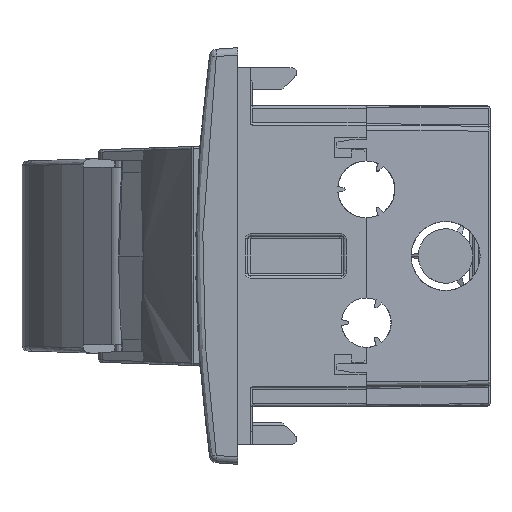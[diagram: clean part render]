
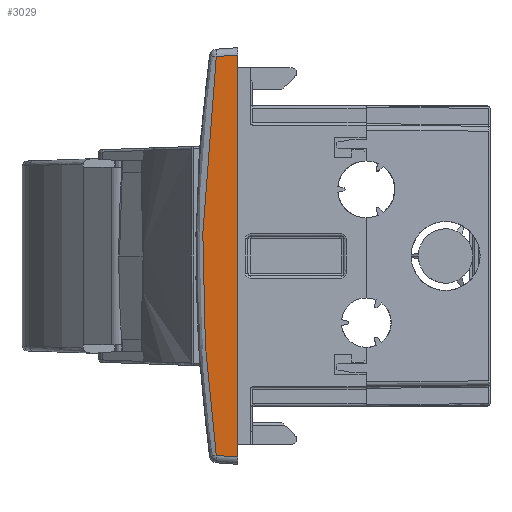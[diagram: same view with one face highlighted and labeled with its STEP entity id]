
A CAD part, left-side view. The second image highlights one B-rep face of the part: STEP entity #3029.
In plain terms, the highlighted planar face has unit normal (-0.998, 0.07, 0).
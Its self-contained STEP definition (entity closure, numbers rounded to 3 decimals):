
#3029=ADVANCED_FACE('',(#5356),#50107,.T.);
#5356=FACE_OUTER_BOUND('',#7687,.T.);
#7687=EDGE_LOOP('',(#10988,#10989,#10990,#10991));
#10988=ORIENTED_EDGE('',*,*,#22273,.F.);
#10989=ORIENTED_EDGE('',*,*,#22861,.T.);
#10990=ORIENTED_EDGE('',*,*,#22295,.T.);
#10991=ORIENTED_EDGE('',*,*,#22880,.T.);
#22273=EDGE_CURVE('',#40828,#40829,#37193,.T.);
#22295=EDGE_CURVE('',#40854,#40855,#37205,.T.);
#22861=EDGE_CURVE('',#40828,#40854,#37430,.T.);
#22880=EDGE_CURVE('',#40855,#40829,#37447,.T.);
#37193=(
BOUNDED_CURVE()
B_SPLINE_CURVE(3,(#63440,#63441,#63442,#63443,#63444,#63445,#63446),
 .UNSPECIFIED.,.F.,.F.)
B_SPLINE_CURVE_WITH_KNOTS((4,3,4),(-90.407,-54.954,
-9.),.UNSPECIFIED.)
CURVE()
GEOMETRIC_REPRESENTATION_ITEM()
RATIONAL_B_SPLINE_CURVE((1.,1.,1.,1.,1.,1.,1.))
REPRESENTATION_ITEM('')
);
#37205=(
BOUNDED_CURVE()
B_SPLINE_CURVE(3,(#63583,#63584,#63585,#63586),.UNSPECIFIED.,.F.,.F.)
B_SPLINE_CURVE_WITH_KNOTS((4,4),(94.771,95.044),
 .UNSPECIFIED.)
CURVE()
GEOMETRIC_REPRESENTATION_ITEM()
RATIONAL_B_SPLINE_CURVE((1.,0.994,0.994,1.))
REPRESENTATION_ITEM('')
);
#37430=(
BOUNDED_CURVE()
B_SPLINE_CURVE(1,(#66256,#66257),.UNSPECIFIED.,.F.,.F.)
B_SPLINE_CURVE_WITH_KNOTS((2,2),(0.,4.363),.UNSPECIFIED.)
CURVE()
GEOMETRIC_REPRESENTATION_ITEM()
RATIONAL_B_SPLINE_CURVE((1.,1.))
REPRESENTATION_ITEM('')
);
#37447=(
BOUNDED_CURVE()
B_SPLINE_CURVE(1,(#66315,#66316),.UNSPECIFIED.,.F.,.F.)
B_SPLINE_CURVE_WITH_KNOTS((2,2),(0.,4.363),.UNSPECIFIED.)
CURVE()
GEOMETRIC_REPRESENTATION_ITEM()
RATIONAL_B_SPLINE_CURVE((1.,1.))
REPRESENTATION_ITEM('')
);
#40828=VERTEX_POINT('',#62538);
#40829=VERTEX_POINT('',#62539);
#40854=VERTEX_POINT('',#62564);
#40855=VERTEX_POINT('',#62565);
#50107=PLANE('',#51356);
#51356=AXIS2_PLACEMENT_3D('',#57649,#52435,$);
#52435=DIRECTION('',(-0.998,0.07,0.));
#57649=CARTESIAN_POINT('',(-24.582,8.835,-48.845));
#62538=CARTESIAN_POINT('',(-25.2,0.,40.704));
#62539=CARTESIAN_POINT('',(-25.2,0.,-40.704));
#62564=CARTESIAN_POINT('',(-24.896,4.342,40.4));
#62565=CARTESIAN_POINT('',(-24.896,4.342,-40.4));
#63440=CARTESIAN_POINT('',(-25.2,0.,40.704));
#63441=CARTESIAN_POINT('',(-25.2,0.,28.886));
#63442=CARTESIAN_POINT('',(-25.2,0.,17.068));
#63443=CARTESIAN_POINT('',(-25.2,0.,5.25));
#63444=CARTESIAN_POINT('',(-25.2,0.,-10.068));
#63445=CARTESIAN_POINT('',(-25.2,0.,-25.386));
#63446=CARTESIAN_POINT('',(-25.2,0.,-40.704));
#63583=CARTESIAN_POINT('',(-24.896,4.342,40.4));
#63584=CARTESIAN_POINT('',(-24.638,8.031,13.551));
#63585=CARTESIAN_POINT('',(-24.638,8.031,-13.551));
#63586=CARTESIAN_POINT('',(-24.896,4.342,-40.4));
#66256=CARTESIAN_POINT('',(-25.2,0.,40.704));
#66257=CARTESIAN_POINT('',(-24.896,4.342,40.4));
#66315=CARTESIAN_POINT('',(-24.896,4.342,-40.4));
#66316=CARTESIAN_POINT('',(-25.2,0.,-40.704));
